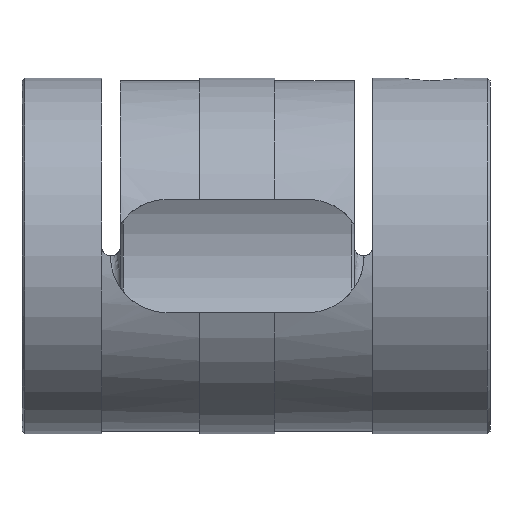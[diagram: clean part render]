
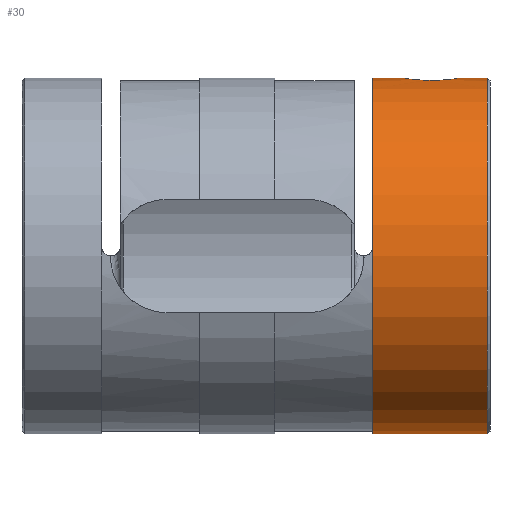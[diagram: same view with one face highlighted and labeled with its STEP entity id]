
A CAD part, front view. The second image highlights one B-rep face of the part: STEP entity #30.
In plain terms, the highlighted cylindrical face has radius 19 mm (diameter 38 mm), a partial arc.
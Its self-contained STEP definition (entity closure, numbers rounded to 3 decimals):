
#30 = ADVANCED_FACE ( 'NONE', ( #1262 ), #1261, .T. ) ;
#86 = EDGE_CURVE ( 'NONE', #1447, #1400, #1191, .T. ) ;
#88 = EDGE_CURVE ( 'NONE', #1435, #1481, #1189, .T. ) ;
#90 = EDGE_CURVE ( 'NONE', #1450, #1361, #1186, .T. ) ;
#170 = CARTESIAN_POINT ( 'NONE',  ( -0.3, 0., 0. ) ) ;
#171 = DIRECTION ( 'NONE',  ( -1., 0., 0. ) ) ;
#172 = DIRECTION ( 'NONE',  ( 0., 0., -1. ) ) ;
#173 = CARTESIAN_POINT ( 'NONE',  ( -12.5, 0., 0. ) ) ;
#174 = DIRECTION ( 'NONE',  ( -1., 0., 0. ) ) ;
#175 = DIRECTION ( 'NONE',  ( 0., 0., 1. ) ) ;
#292 = AXIS2_PLACEMENT_3D ( 'NONE', #173, #174, #175 ) ;
#293 = AXIS2_PLACEMENT_3D ( 'NONE', #170, #171, #172 ) ;
#426 = AXIS2_PLACEMENT_3D ( 'NONE', #437, #436, #435 ) ;
#435 = DIRECTION ( 'NONE',  ( 0., 0., 1. ) ) ;
#436 = DIRECTION ( 'NONE',  ( -1., 0., 0. ) ) ;
#437 = CARTESIAN_POINT ( 'NONE',  ( -51.73, 0., 0. ) ) ;
#735 = CARTESIAN_POINT ( 'NONE',  ( -9.25, 0., 19. ) ) ;
#738 = CARTESIAN_POINT ( 'NONE',  ( -9.25, -0.196, 19. ) ) ;
#741 = CARTESIAN_POINT ( 'NONE',  ( -9.23, -0.395, 18.997 ) ) ;
#757 = CARTESIAN_POINT ( 'NONE',  ( -9.153, -0.78, 18.985 ) ) ;
#758 = CARTESIAN_POINT ( 'NONE',  ( -9.097, -0.967, 18.976 ) ) ;
#760 = CARTESIAN_POINT ( 'NONE',  ( -8.946, -1.33, 18.954 ) ) ;
#761 = CARTESIAN_POINT ( 'NONE',  ( -8.852, -1.506, 18.941 ) ) ;
#764 = CARTESIAN_POINT ( 'NONE',  ( -8.635, -1.83, 18.912 ) ) ;
#765 = CARTESIAN_POINT ( 'NONE',  ( -8.511, -1.982, 18.897 ) ) ;
#769 = CARTESIAN_POINT ( 'NONE',  ( -8.232, -2.261, 18.866 ) ) ;
#779 = CARTESIAN_POINT ( 'NONE',  ( -8.08, -2.385, 18.85 ) ) ;
#783 = CARTESIAN_POINT ( 'NONE',  ( -7.755, -2.603, 18.821 ) ) ;
#820 = EDGE_CURVE ( 'NONE', #1361, #1435, #2314, .T. ) ;
#939 = CIRCLE ( 'NONE', #292, 19. ) ;
#940 = CIRCLE ( 'NONE', #293, 19. ) ;
#1185 = VECTOR ( 'NONE', #2030, 1000. ) ;
#1186 = LINE ( 'NONE', #2031, #1185 ) ;
#1187 = VECTOR ( 'NONE', #2070, 1000. ) ;
#1189 = LINE ( 'NONE', #2071, #1187 ) ;
#1190 = VECTOR ( 'NONE', #2075, 1000. ) ;
#1191 = LINE ( 'NONE', #2076, #1190 ) ;
#1261 = CYLINDRICAL_SURFACE ( 'NONE', #426, 19. ) ;
#1262 = FACE_OUTER_BOUND ( 'NONE', #2861, .T. ) ;
#1361 = VERTEX_POINT ( 'NONE', #1837 ) ;
#1400 = VERTEX_POINT ( 'NONE', #1792 ) ;
#1435 = VERTEX_POINT ( 'NONE', #1772 ) ;
#1447 = VERTEX_POINT ( 'NONE', #1759 ) ;
#1450 = VERTEX_POINT ( 'NONE', #1756 ) ;
#1481 = VERTEX_POINT ( 'NONE', #1563 ) ;
#1563 = CARTESIAN_POINT ( 'NONE',  ( -12.5, 0., 19. ) ) ;
#1756 = CARTESIAN_POINT ( 'NONE',  ( -0.3, 0., 19. ) ) ;
#1759 = CARTESIAN_POINT ( 'NONE',  ( -0.3, 0., -19. ) ) ;
#1772 = CARTESIAN_POINT ( 'NONE',  ( -9.25, 0., 19. ) ) ;
#1792 = CARTESIAN_POINT ( 'NONE',  ( -12.5, 0., -19. ) ) ;
#1837 = CARTESIAN_POINT ( 'NONE',  ( -3.25, 0., 19. ) ) ;
#1927 = CARTESIAN_POINT ( 'NONE',  ( -7.58, -2.696, 18.808 ) ) ;
#1928 = CARTESIAN_POINT ( 'NONE',  ( -7.216, -2.847, 18.786 ) ) ;
#1929 = CARTESIAN_POINT ( 'NONE',  ( -7.029, -2.904, 18.777 ) ) ;
#1931 = CARTESIAN_POINT ( 'NONE',  ( -6.644, -2.98, 18.765 ) ) ;
#1932 = CARTESIAN_POINT ( 'NONE',  ( -6.445, -3., 18.762 ) ) ;
#1933 = CARTESIAN_POINT ( 'NONE',  ( -6.053, -3., 18.762 ) ) ;
#1935 = CARTESIAN_POINT ( 'NONE',  ( -5.858, -2.981, 18.765 ) ) ;
#1936 = CARTESIAN_POINT ( 'NONE',  ( -5.471, -2.904, 18.777 ) ) ;
#1937 = CARTESIAN_POINT ( 'NONE',  ( -5.281, -2.846, 18.786 ) ) ;
#1938 = CARTESIAN_POINT ( 'NONE',  ( -4.92, -2.696, 18.808 ) ) ;
#1939 = CARTESIAN_POINT ( 'NONE',  ( -4.746, -2.603, 18.821 ) ) ;
#1940 = CARTESIAN_POINT ( 'NONE',  ( -4.418, -2.384, 18.85 ) ) ;
#1942 = CARTESIAN_POINT ( 'NONE',  ( -4.267, -2.26, 18.866 ) ) ;
#1943 = CARTESIAN_POINT ( 'NONE',  ( -3.991, -1.984, 18.897 ) ) ;
#1944 = CARTESIAN_POINT ( 'NONE',  ( -3.864, -1.83, 18.912 ) ) ;
#1947 = CARTESIAN_POINT ( 'NONE',  ( -3.647, -1.504, 18.941 ) ) ;
#1948 = CARTESIAN_POINT ( 'NONE',  ( -3.554, -1.332, 18.954 ) ) ;
#1949 = CARTESIAN_POINT ( 'NONE',  ( -3.404, -0.968, 18.976 ) ) ;
#1950 = CARTESIAN_POINT ( 'NONE',  ( -3.346, -0.778, 18.985 ) ) ;
#1951 = CARTESIAN_POINT ( 'NONE',  ( -3.27, -0.394, 18.997 ) ) ;
#1952 = CARTESIAN_POINT ( 'NONE',  ( -3.25, -0.199, 19. ) ) ;
#1954 = CARTESIAN_POINT ( 'NONE',  ( -3.25, 0., 19. ) ) ;
#2030 = DIRECTION ( 'NONE',  ( -1., 0., 0. ) ) ;
#2031 = CARTESIAN_POINT ( 'NONE',  ( -51.73, 0., 19. ) ) ;
#2070 = DIRECTION ( 'NONE',  ( -1., 0., 0. ) ) ;
#2071 = CARTESIAN_POINT ( 'NONE',  ( -51.73, 0., 19. ) ) ;
#2075 = DIRECTION ( 'NONE',  ( -1., 0., 0. ) ) ;
#2076 = CARTESIAN_POINT ( 'NONE',  ( -51.73, 0., -19. ) ) ;
#2314 = B_SPLINE_CURVE_WITH_KNOTS ( 'NONE', 3,
 ( #1954, #1952, #1951, #1950, #1949, #1948, #1947, #1944, #1943, #1942, #1940, #1939, #1938, #1937, #1936, #1935, #1933, #1932, #1931, #1929, #1928, #1927, #783, #779, #769, #765, #764, #761, #760, #758, #757, #741, #738, #735 ),
 .UNSPECIFIED., .F., .F.,
 ( 4, 2, 2, 2, 2, 2, 2, 2, 2, 2, 2, 2, 2, 2, 2, 2, 4 ),
 ( 0., 0.001, 0.001, 0.002, 0.002, 0.003, 0.004, 0.004, 0.005, 0.005, 0.006, 0.006, 0.007, 0.008, 0.008, 0.009, 0.009 ),
 .UNSPECIFIED. ) ;
#2411 = EDGE_CURVE ( 'NONE', #1447, #1450, #940, .T. ) ;
#2412 = EDGE_CURVE ( 'NONE', #1400, #1481, #939, .T. ) ;
#2793 = ORIENTED_EDGE ( 'NONE', *, *, #86, .F. ) ;
#2794 = ORIENTED_EDGE ( 'NONE', *, *, #2411, .T. ) ;
#2795 = ORIENTED_EDGE ( 'NONE', *, *, #90, .T. ) ;
#2796 = ORIENTED_EDGE ( 'NONE', *, *, #820, .T. ) ;
#2797 = ORIENTED_EDGE ( 'NONE', *, *, #88, .T. ) ;
#2798 = ORIENTED_EDGE ( 'NONE', *, *, #2412, .F. ) ;
#2861 = EDGE_LOOP ( 'NONE', ( #2793, #2794, #2795, #2796, #2797, #2798 ) ) ;
